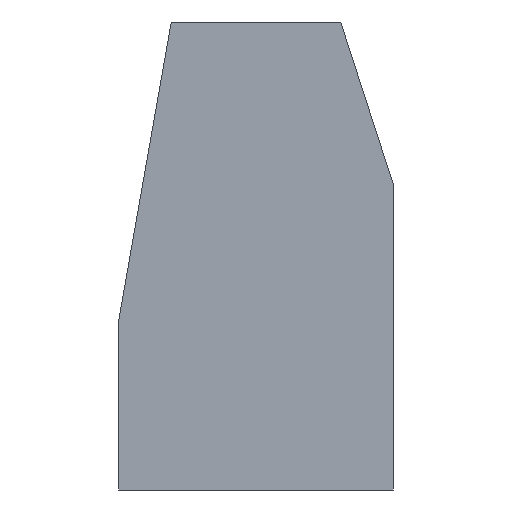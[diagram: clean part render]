
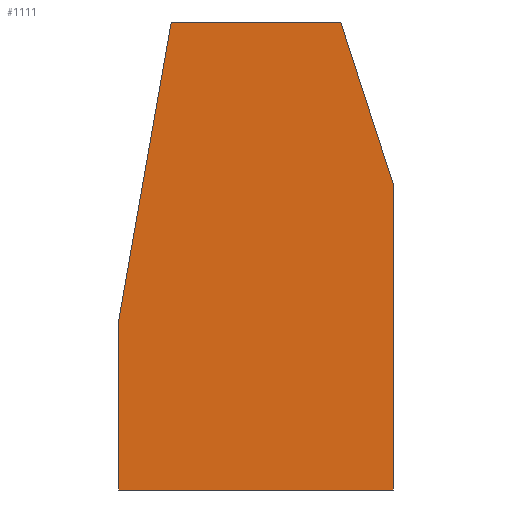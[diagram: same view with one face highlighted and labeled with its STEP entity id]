
A CAD part, left-side view. The second image highlights one B-rep face of the part: STEP entity #1111.
In plain terms, the highlighted planar face has unit normal (-1, 0, 0).
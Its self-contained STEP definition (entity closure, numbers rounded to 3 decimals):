
#43 = PLANE('',#44);
#44 = AXIS2_PLACEMENT_3D('',#45,#46,#47);
#45 = CARTESIAN_POINT('',(22.5,-4.05,0.));
#46 = DIRECTION('',(0.,-1.,0.));
#47 = DIRECTION('',(-1.,0.,0.));
#154 = VERTEX_POINT('',#155);
#155 = CARTESIAN_POINT('',(-2.5,-4.05,0.));
#169 = PLANE('',#170);
#170 = AXIS2_PLACEMENT_3D('',#171,#172,#173);
#171 = CARTESIAN_POINT('',(-2.5,4.05,0.));
#172 = DIRECTION('',(0.,0.,1.));
#173 = DIRECTION('',(1.,0.,0.));
#210 = VERTEX_POINT('',#211);
#211 = CARTESIAN_POINT('',(-2.5,-4.05,9.));
#225 = PLANE('',#226);
#226 = AXIS2_PLACEMENT_3D('',#227,#228,#229);
#227 = CARTESIAN_POINT('',(-2.5,-2.5,13.8));
#228 = DIRECTION('',(0.,0.952,-0.307));
#229 = DIRECTION('',(0.,-0.307,-0.952));
#237 = EDGE_CURVE('',#154,#210,#238,.T.);
#238 = SURFACE_CURVE('',#239,(#243,#250),.PCURVE_S1.);
#239 = LINE('',#240,#241);
#240 = CARTESIAN_POINT('',(-2.5,-4.05,0.));
#241 = VECTOR('',#242,1.);
#242 = DIRECTION('',(0.,0.,1.));
#243 = PCURVE('',#43,#244);
#244 = DEFINITIONAL_REPRESENTATION('',(#245),#249);
#245 = LINE('',#246,#247);
#246 = CARTESIAN_POINT('',(25.,0.));
#247 = VECTOR('',#248,1.);
#248 = DIRECTION('',(0.,-1.));
#249 = ( GEOMETRIC_REPRESENTATION_CONTEXT(2) 
PARAMETRIC_REPRESENTATION_CONTEXT() REPRESENTATION_CONTEXT('2D SPACE',''
  ) );
#250 = PCURVE('',#251,#256);
#251 = PLANE('',#252);
#252 = AXIS2_PLACEMENT_3D('',#253,#254,#255);
#253 = CARTESIAN_POINT('',(-2.5,-4.05,0.));
#254 = DIRECTION('',(-1.,0.,0.));
#255 = DIRECTION('',(0.,1.,0.));
#256 = DEFINITIONAL_REPRESENTATION('',(#257),#261);
#257 = LINE('',#258,#259);
#258 = CARTESIAN_POINT('',(0.,0.));
#259 = VECTOR('',#260,1.);
#260 = DIRECTION('',(0.,-1.));
#261 = ( GEOMETRIC_REPRESENTATION_CONTEXT(2) 
PARAMETRIC_REPRESENTATION_CONTEXT() REPRESENTATION_CONTEXT('2D SPACE',''
  ) );
#939 = VERTEX_POINT('',#940);
#940 = CARTESIAN_POINT('',(-2.5,4.05,0.));
#956 = PLANE('',#957);
#957 = AXIS2_PLACEMENT_3D('',#958,#959,#960);
#958 = CARTESIAN_POINT('',(-2.5,4.05,0.));
#959 = DIRECTION('',(0.,1.,0.));
#960 = DIRECTION('',(1.,0.,0.));
#990 = EDGE_CURVE('',#154,#939,#991,.T.);
#991 = SURFACE_CURVE('',#992,(#996,#1003),.PCURVE_S1.);
#992 = LINE('',#993,#994);
#993 = CARTESIAN_POINT('',(-2.5,-4.05,0.));
#994 = VECTOR('',#995,1.);
#995 = DIRECTION('',(0.,1.,0.));
#996 = PCURVE('',#169,#997);
#997 = DEFINITIONAL_REPRESENTATION('',(#998),#1002);
#998 = LINE('',#999,#1000);
#999 = CARTESIAN_POINT('',(0.,-8.1));
#1000 = VECTOR('',#1001,1.);
#1001 = DIRECTION('',(0.,1.));
#1002 = ( GEOMETRIC_REPRESENTATION_CONTEXT(2) 
PARAMETRIC_REPRESENTATION_CONTEXT() REPRESENTATION_CONTEXT('2D SPACE',''
  ) );
#1003 = PCURVE('',#251,#1004);
#1004 = DEFINITIONAL_REPRESENTATION('',(#1005),#1009);
#1005 = LINE('',#1006,#1007);
#1006 = CARTESIAN_POINT('',(0.,0.));
#1007 = VECTOR('',#1008,1.);
#1008 = DIRECTION('',(1.,0.));
#1009 = ( GEOMETRIC_REPRESENTATION_CONTEXT(2) 
PARAMETRIC_REPRESENTATION_CONTEXT() REPRESENTATION_CONTEXT('2D SPACE',''
  ) );
#1053 = PLANE('',#1054);
#1054 = AXIS2_PLACEMENT_3D('',#1055,#1056,#1057);
#1055 = CARTESIAN_POINT('',(-2.5,4.05,5.));
#1056 = DIRECTION('',(0.,-0.985,-0.173));
#1057 = DIRECTION('',(0.,-0.173,0.985));
#1080 = PLANE('',#1081);
#1081 = AXIS2_PLACEMENT_3D('',#1082,#1083,#1084);
#1082 = CARTESIAN_POINT('',(-2.5,4.05,13.8));
#1083 = DIRECTION('',(0.,0.,1.));
#1084 = DIRECTION('',(1.,0.,0.));
#1111 = ADVANCED_FACE('',(#1112),#251,.T.);
#1112 = FACE_BOUND('',#1113,.T.);
#1113 = EDGE_LOOP('',(#1114,#1115,#1116,#1139,#1162,#1185));
#1114 = ORIENTED_EDGE('',*,*,#990,.F.);
#1115 = ORIENTED_EDGE('',*,*,#237,.T.);
#1116 = ORIENTED_EDGE('',*,*,#1117,.F.);
#1117 = EDGE_CURVE('',#1118,#210,#1120,.T.);
#1118 = VERTEX_POINT('',#1119);
#1119 = CARTESIAN_POINT('',(-2.5,-2.5,13.8));
#1120 = SURFACE_CURVE('',#1121,(#1125,#1132),.PCURVE_S1.);
#1121 = LINE('',#1122,#1123);
#1122 = CARTESIAN_POINT('',(-2.5,-2.5,13.8));
#1123 = VECTOR('',#1124,1.);
#1124 = DIRECTION('',(0.,-0.307,-0.952));
#1125 = PCURVE('',#251,#1126);
#1126 = DEFINITIONAL_REPRESENTATION('',(#1127),#1131);
#1127 = LINE('',#1128,#1129);
#1128 = CARTESIAN_POINT('',(1.55,-13.8));
#1129 = VECTOR('',#1130,1.);
#1130 = DIRECTION('',(-0.307,0.952));
#1131 = ( GEOMETRIC_REPRESENTATION_CONTEXT(2) 
PARAMETRIC_REPRESENTATION_CONTEXT() REPRESENTATION_CONTEXT('2D SPACE',''
  ) );
#1132 = PCURVE('',#225,#1133);
#1133 = DEFINITIONAL_REPRESENTATION('',(#1134),#1138);
#1134 = LINE('',#1135,#1136);
#1135 = CARTESIAN_POINT('',(0.,0.));
#1136 = VECTOR('',#1137,1.);
#1137 = DIRECTION('',(1.,0.));
#1138 = ( GEOMETRIC_REPRESENTATION_CONTEXT(2) 
PARAMETRIC_REPRESENTATION_CONTEXT() REPRESENTATION_CONTEXT('2D SPACE',''
  ) );
#1139 = ORIENTED_EDGE('',*,*,#1140,.T.);
#1140 = EDGE_CURVE('',#1118,#1141,#1143,.T.);
#1141 = VERTEX_POINT('',#1142);
#1142 = CARTESIAN_POINT('',(-2.5,2.5,13.8));
#1143 = SURFACE_CURVE('',#1144,(#1148,#1155),.PCURVE_S1.);
#1144 = LINE('',#1145,#1146);
#1145 = CARTESIAN_POINT('',(-2.5,-4.05,13.8));
#1146 = VECTOR('',#1147,1.);
#1147 = DIRECTION('',(0.,1.,0.));
#1148 = PCURVE('',#251,#1149);
#1149 = DEFINITIONAL_REPRESENTATION('',(#1150),#1154);
#1150 = LINE('',#1151,#1152);
#1151 = CARTESIAN_POINT('',(0.,-13.8));
#1152 = VECTOR('',#1153,1.);
#1153 = DIRECTION('',(1.,0.));
#1154 = ( GEOMETRIC_REPRESENTATION_CONTEXT(2) 
PARAMETRIC_REPRESENTATION_CONTEXT() REPRESENTATION_CONTEXT('2D SPACE',''
  ) );
#1155 = PCURVE('',#1080,#1156);
#1156 = DEFINITIONAL_REPRESENTATION('',(#1157),#1161);
#1157 = LINE('',#1158,#1159);
#1158 = CARTESIAN_POINT('',(0.,-8.1));
#1159 = VECTOR('',#1160,1.);
#1160 = DIRECTION('',(0.,1.));
#1161 = ( GEOMETRIC_REPRESENTATION_CONTEXT(2) 
PARAMETRIC_REPRESENTATION_CONTEXT() REPRESENTATION_CONTEXT('2D SPACE',''
  ) );
#1162 = ORIENTED_EDGE('',*,*,#1163,.F.);
#1163 = EDGE_CURVE('',#1164,#1141,#1166,.T.);
#1164 = VERTEX_POINT('',#1165);
#1165 = CARTESIAN_POINT('',(-2.5,4.05,5.));
#1166 = SURFACE_CURVE('',#1167,(#1171,#1178),.PCURVE_S1.);
#1167 = LINE('',#1168,#1169);
#1168 = CARTESIAN_POINT('',(-2.5,4.05,5.));
#1169 = VECTOR('',#1170,1.);
#1170 = DIRECTION('',(0.,-0.173,0.985));
#1171 = PCURVE('',#251,#1172);
#1172 = DEFINITIONAL_REPRESENTATION('',(#1173),#1177);
#1173 = LINE('',#1174,#1175);
#1174 = CARTESIAN_POINT('',(8.1,-5.));
#1175 = VECTOR('',#1176,1.);
#1176 = DIRECTION('',(-0.173,-0.985));
#1177 = ( GEOMETRIC_REPRESENTATION_CONTEXT(2) 
PARAMETRIC_REPRESENTATION_CONTEXT() REPRESENTATION_CONTEXT('2D SPACE',''
  ) );
#1178 = PCURVE('',#1053,#1179);
#1179 = DEFINITIONAL_REPRESENTATION('',(#1180),#1184);
#1180 = LINE('',#1181,#1182);
#1181 = CARTESIAN_POINT('',(0.,0.));
#1182 = VECTOR('',#1183,1.);
#1183 = DIRECTION('',(1.,0.));
#1184 = ( GEOMETRIC_REPRESENTATION_CONTEXT(2) 
PARAMETRIC_REPRESENTATION_CONTEXT() REPRESENTATION_CONTEXT('2D SPACE',''
  ) );
#1185 = ORIENTED_EDGE('',*,*,#1186,.F.);
#1186 = EDGE_CURVE('',#939,#1164,#1187,.T.);
#1187 = SURFACE_CURVE('',#1188,(#1192,#1199),.PCURVE_S1.);
#1188 = LINE('',#1189,#1190);
#1189 = CARTESIAN_POINT('',(-2.5,4.05,0.));
#1190 = VECTOR('',#1191,1.);
#1191 = DIRECTION('',(0.,0.,1.));
#1192 = PCURVE('',#251,#1193);
#1193 = DEFINITIONAL_REPRESENTATION('',(#1194),#1198);
#1194 = LINE('',#1195,#1196);
#1195 = CARTESIAN_POINT('',(8.1,0.));
#1196 = VECTOR('',#1197,1.);
#1197 = DIRECTION('',(0.,-1.));
#1198 = ( GEOMETRIC_REPRESENTATION_CONTEXT(2) 
PARAMETRIC_REPRESENTATION_CONTEXT() REPRESENTATION_CONTEXT('2D SPACE',''
  ) );
#1199 = PCURVE('',#956,#1200);
#1200 = DEFINITIONAL_REPRESENTATION('',(#1201),#1205);
#1201 = LINE('',#1202,#1203);
#1202 = CARTESIAN_POINT('',(0.,0.));
#1203 = VECTOR('',#1204,1.);
#1204 = DIRECTION('',(0.,-1.));
#1205 = ( GEOMETRIC_REPRESENTATION_CONTEXT(2) 
PARAMETRIC_REPRESENTATION_CONTEXT() REPRESENTATION_CONTEXT('2D SPACE',''
  ) );
